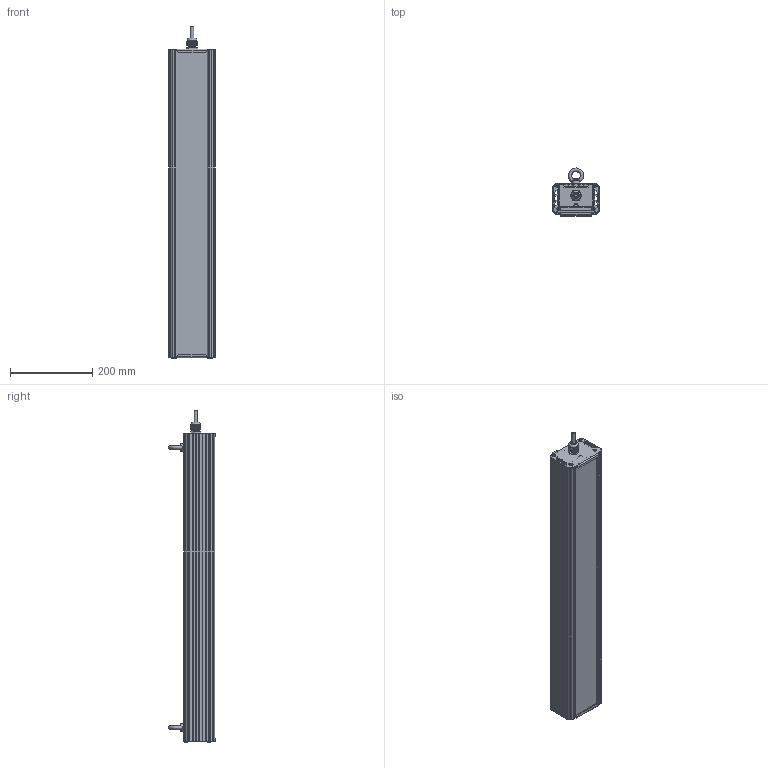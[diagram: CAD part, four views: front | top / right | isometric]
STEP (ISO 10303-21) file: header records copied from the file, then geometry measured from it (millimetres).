
FILE_DESCRIPTION(('STEP AP214'), '1');
FILE_NAME('001.0070.23.000 - ÃÑÏ-Ïðèìà-100', '2023-09-25T06:22:36', ('Ëóêîíèí Å Ï'), ('ÎÊÁ Ñâîé Ñòèëü'), 'C3D Converter', 'C3D Toolkit', '');
FILE_SCHEMA(('AUTOMOTIVE_DESIGN { 1 0 10303 214 3 1 1}'));
Length unit declared in the file: millimetre
Products named in the file (25): 001.0070.23.000; 001.0065.02.000
Assembly tree (54 placements, depth 4):
  001.0070.23.000
    (unnamed)
      (unnamed)
      (unnamed)
      (unnamed)  x4
      (unnamed)
      (unnamed)  x4
      (unnamed)
      (unnamed)
      (unnamed)
      (unnamed)  x10
        (unnamed)
        (unnamed)
        (unnamed)
        (unnamed)
        (unnamed)
        (unnamed)
        (unnamed)
        (unnamed)
        (unnamed)
      (unnamed)
        (unnamed)
    001.0065.02.000  x2
      (unnamed)
      (unnamed)
Bounding box: 112.19 x 115.41 x 806 mm (x, y, z)
Volume: 1397407.4 mm3; surface area: 1183010.2 mm2
Topology: 360 solids, 360 shells, 4068 faces, 9849 edges, 6641 vertices
Faces by surface type: plane 2715, cylinder 1165, cone 100, bspline 45, sphere 30, torus 13
Full cylindrical faces by diameter (mm): 1 x30, 2 x20, 2.5 x40, 2.8 x250, 3.2 x30, 3.5 x50, 4 x8, 6 x2, 8 x8, 12 x1, 12.5 x1, 16 x1, 18.5 x3, 20 x1, 23.5 x1
Entity records: 98237 total; most frequent: CARTESIAN_POINT 44258, DIRECTION 7900, ORIENTED_EDGE 7852, EDGE_CURVE 3926, AXIS2_PLACEMENT_3D 2811, VERTEX_POINT 2702, COLOUR_RGB 2478, PRESENTATION_STYLE_ASSIGNMENT 2478
